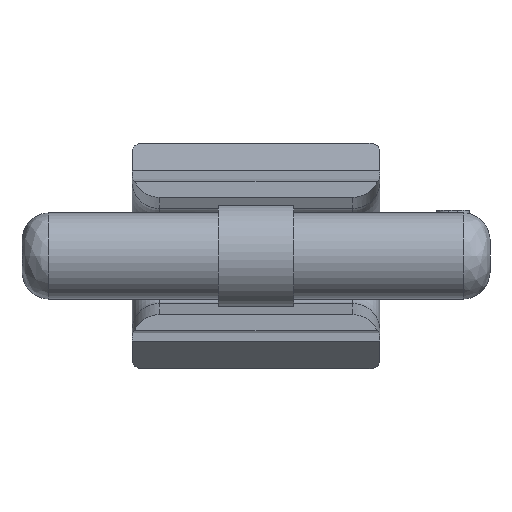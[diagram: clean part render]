
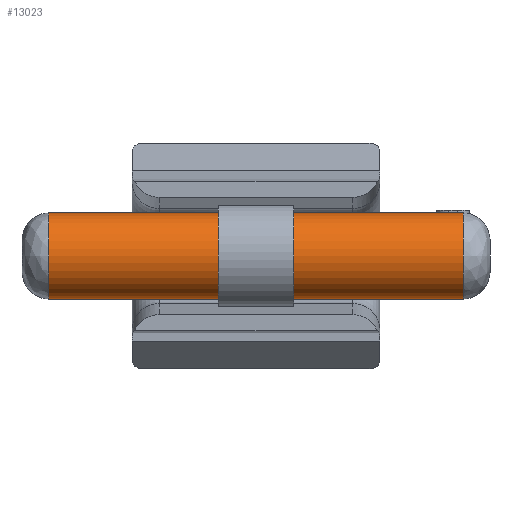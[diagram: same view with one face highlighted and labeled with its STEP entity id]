
A CAD part, front view. The second image highlights one B-rep face of the part: STEP entity #13023.
In plain terms, the highlighted cylindrical face has radius 8 mm (diameter 16 mm), a partial arc.
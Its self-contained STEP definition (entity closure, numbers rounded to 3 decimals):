
#8916=CARTESIAN_POINT('',(38.5,-48.,0.));
#8917=DIRECTION('',(-1.,0.,0.));
#8918=DIRECTION('',(0.,0.,-1.));
#8919=AXIS2_PLACEMENT_3D('',#8916,#8917,#8918);
#9576=DIRECTION('',(1.,0.,0.));
#9577=VECTOR('',#9576,77.);
#9578=CARTESIAN_POINT('',(-38.5,-48.,-8.));
#9579=LINE('',#9578,#9577);
#9580=CARTESIAN_POINT('',(-38.5,-48.,0.));
#9581=DIRECTION('',(-1.,0.,0.));
#9582=DIRECTION('',(0.,0.,-1.));
#9583=AXIS2_PLACEMENT_3D('',#9580,#9581,#9582);
#9585=DIRECTION('',(1.,0.,0.));
#9586=VECTOR('',#9585,77.);
#9587=CARTESIAN_POINT('',(-38.5,-48.,8.));
#9588=LINE('',#9587,#9586);
#9975=CARTESIAN_POINT('',(-38.5,-48.,8.));
#9977=VERTEX_POINT('',#9975);
#10028=CARTESIAN_POINT('',(38.5,-48.,8.));
#10029=VERTEX_POINT('',#10028);
#10039=CARTESIAN_POINT('',(-38.5,-48.,-8.));
#10041=VERTEX_POINT('',#10039);
#10071=CARTESIAN_POINT('',(38.5,-48.,-8.));
#10073=VERTEX_POINT('',#10071);
#13012=CARTESIAN_POINT('',(100.207,-48.,0.));
#13013=DIRECTION('',(1.,0.,0.));
#13014=DIRECTION('',(0.,0.,1.));
#13015=AXIS2_PLACEMENT_3D('',#13012,#13013,#13014);
#13016=CYLINDRICAL_SURFACE('',#13015,8.);
#13017=ORIENTED_EDGE('',*,*,#11979,.F.);
#13018=ORIENTED_EDGE('',*,*,#11327,.F.);
#13019=ORIENTED_EDGE('',*,*,#12165,.T.);
#13020=ORIENTED_EDGE('',*,*,#10275,.T.);
#13021=EDGE_LOOP('',(#13017,#13018,#13019,#13020));
#13022=FACE_OUTER_BOUND('',#13021,.F.);
#13023=ADVANCED_FACE('',(#13022),#13016,.T.);
#8920=CIRCLE('',#8919,8.);
#9584=CIRCLE('',#9583,8.);
#10275=EDGE_CURVE('',#9977,#10029,#9588,.T.);
#11327=EDGE_CURVE('',#10041,#10073,#9579,.T.);
#11979=EDGE_CURVE('',#10073,#10029,#8920,.T.);
#12165=EDGE_CURVE('',#10041,#9977,#9584,.T.);
